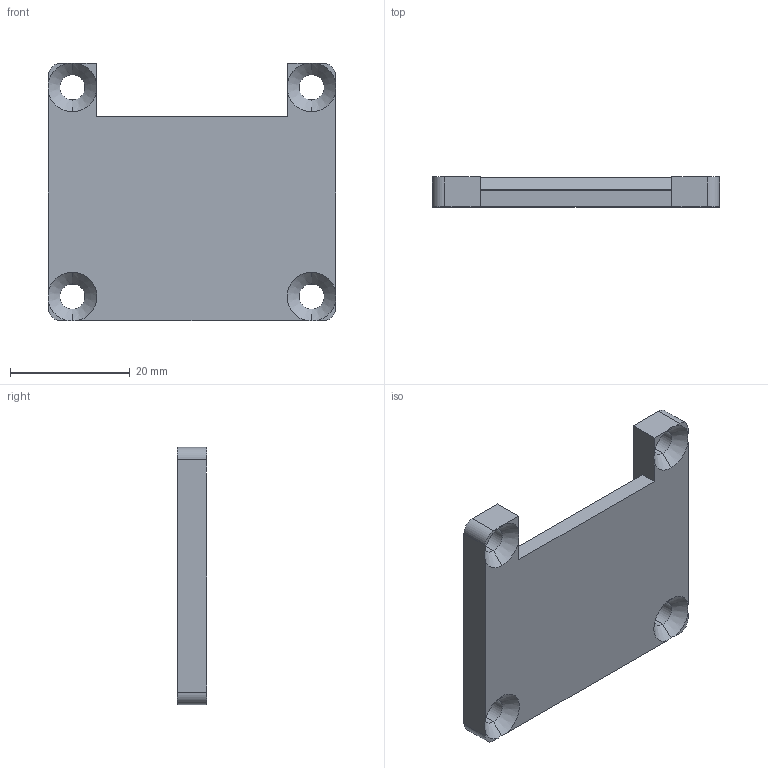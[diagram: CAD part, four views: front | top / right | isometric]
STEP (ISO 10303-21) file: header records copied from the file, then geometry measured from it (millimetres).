
FILE_DESCRIPTION (( 'STEP AP203' ), '1' );
FILE_NAME ('DAC_up.STEP', '2022-01-25T11:19:17', ( '' ), ( '' ), 'SwSTEP 2.0', 'SolidWorks 2021', '' );
FILE_SCHEMA (( 'CONFIG_CONTROL_DESIGN' ));
Length unit declared in the file: millimetre
Products named in the file (1): DAC_up
Bounding box: 48 x 5 x 43 mm (x, y, z)
Volume: 6159.5 mm3; surface area: 4750.2 mm2
Topology: 1 solids, 1 shells, 39 faces, 115 edges, 74 vertices
Faces by surface type: plane 19, cylinder 12, cone 8
Entity records: 1422 total; most frequent: CARTESIAN_POINT 283, ORIENTED_EDGE 230, DIRECTION 219, EDGE_CURVE 115, AXIS2_PLACEMENT_3D 78, VERTEX_POINT 74, LINE 63, VECTOR 63
